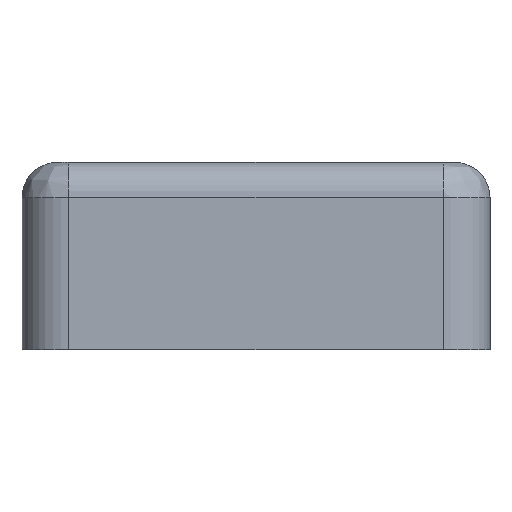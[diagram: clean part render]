
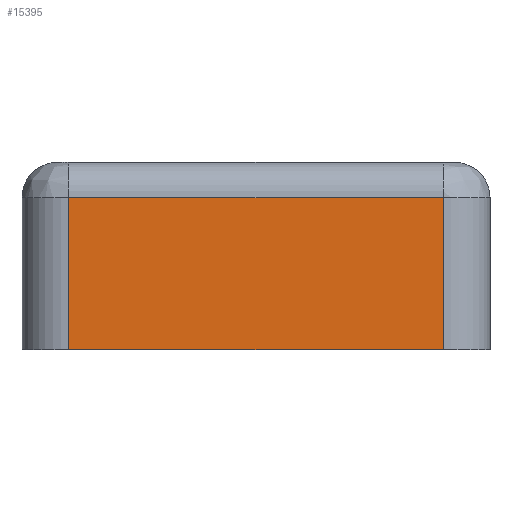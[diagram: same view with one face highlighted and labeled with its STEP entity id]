
A CAD part, front view. The second image highlights one B-rep face of the part: STEP entity #15395.
In plain terms, the highlighted planar face has unit normal (0, -1, 0).
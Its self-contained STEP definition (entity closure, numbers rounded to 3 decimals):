
#405 = LINE ( 'NONE', #12937, #12925 ) ;
#1607 = DIRECTION ( 'NONE',  ( 0., 0., 1. ) ) ;
#2170 = LINE ( 'NONE', #7944, #8231 ) ;
#2243 = ORIENTED_EDGE ( 'NONE', *, *, #3428, .F. ) ;
#2764 = LINE ( 'NONE', #7497, #14889 ) ;
#2803 = ORIENTED_EDGE ( 'NONE', *, *, #11973, .F. ) ;
#2859 = DIRECTION ( 'NONE',  ( 0., 1., 0. ) ) ;
#3188 = VERTEX_POINT ( 'NONE', #3387 ) ;
#3387 = CARTESIAN_POINT ( 'NONE',  ( 16., -40., 13. ) ) ;
#3428 = EDGE_CURVE ( 'NONE', #3188, #9839, #2170, .T. ) ;
#4092 = VERTEX_POINT ( 'NONE', #14846 ) ;
#5343 = LINE ( 'NONE', #13679, #11413 ) ;
#6426 = DIRECTION ( 'NONE',  ( -1., 0., 0. ) ) ;
#7203 = CARTESIAN_POINT ( 'NONE',  ( 16., -40., 0. ) ) ;
#7497 = CARTESIAN_POINT ( 'NONE',  ( -16., -40., 16. ) ) ;
#7944 = CARTESIAN_POINT ( 'NONE',  ( 16., -40., 16. ) ) ;
#8117 = DIRECTION ( 'NONE',  ( 1., 0., 0. ) ) ;
#8231 = VECTOR ( 'NONE', #13951, 1000. ) ;
#9706 = VERTEX_POINT ( 'NONE', #11815 ) ;
#9839 = VERTEX_POINT ( 'NONE', #7203 ) ;
#9904 = ORIENTED_EDGE ( 'NONE', *, *, #14645, .F. ) ;
#10132 = CARTESIAN_POINT ( 'NONE',  ( -20., -40., 16. ) ) ;
#11269 = PLANE ( 'NONE',  #12816 ) ;
#11322 = DIRECTION ( 'NONE',  ( 0., 0., 1. ) ) ;
#11413 = VECTOR ( 'NONE', #6426, 1000. ) ;
#11815 = CARTESIAN_POINT ( 'NONE',  ( -16., -40., 0. ) ) ;
#11973 = EDGE_CURVE ( 'NONE', #9706, #4092, #2764, .T. ) ;
#12816 = AXIS2_PLACEMENT_3D ( 'NONE', #10132, #2859, #11322 ) ;
#12925 = VECTOR ( 'NONE', #8117, 1000. ) ;
#12937 = CARTESIAN_POINT ( 'NONE',  ( 20., -40., 13. ) ) ;
#13041 = EDGE_LOOP ( 'NONE', ( #13702, #2803, #9904, #2243 ) ) ;
#13454 = FACE_OUTER_BOUND ( 'NONE', #13041, .T. ) ;
#13679 = CARTESIAN_POINT ( 'NONE',  ( -20., -40., 0. ) ) ;
#13702 = ORIENTED_EDGE ( 'NONE', *, *, #14905, .F. ) ;
#13951 = DIRECTION ( 'NONE',  ( 0., 0., -1. ) ) ;
#14645 = EDGE_CURVE ( 'NONE', #9839, #9706, #5343, .T. ) ;
#14846 = CARTESIAN_POINT ( 'NONE',  ( -16., -40., 13. ) ) ;
#14889 = VECTOR ( 'NONE', #1607, 1000. ) ;
#14905 = EDGE_CURVE ( 'NONE', #4092, #3188, #405, .T. ) ;
#15395 = ADVANCED_FACE ( 'NONE', ( #13454 ), #11269, .F. ) ;
